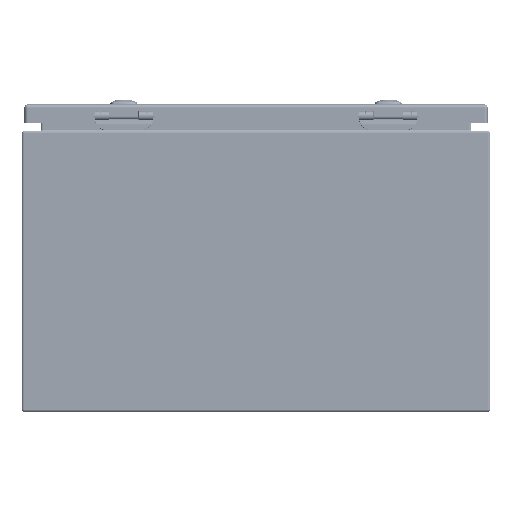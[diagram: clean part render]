
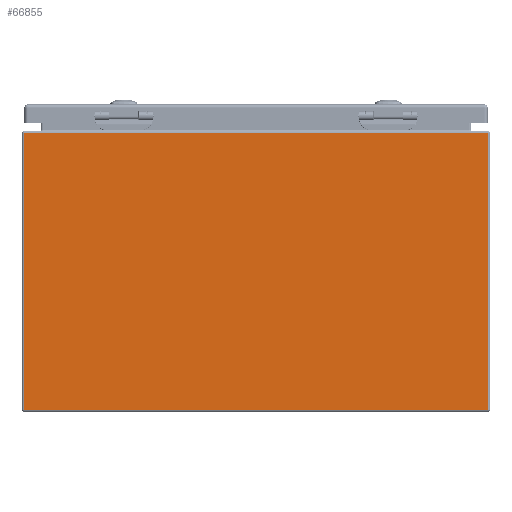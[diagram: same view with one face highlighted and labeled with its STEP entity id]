
A CAD part, left-side view. The second image highlights one B-rep face of the part: STEP entity #66855.
In plain terms, the highlighted planar face has unit normal (-1, 0, 0).
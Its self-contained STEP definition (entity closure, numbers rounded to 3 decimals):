
#6801=LINE('',#93885,#10923);
#6802=LINE('',#93892,#10924);
#6803=LINE('',#93894,#10925);
#6804=LINE('',#93895,#10926);
#10923=VECTOR('',#77830,0.394);
#10924=VECTOR('',#77839,0.394);
#10925=VECTOR('',#77840,0.394);
#10926=VECTOR('',#77841,0.394);
#16112=FACE_OUTER_BOUND('',#20248,.T.);
#20248=EDGE_LOOP('',(#44437,#44438,#44439,#44440));
#27136=VERTEX_POINT('',#93874);
#27139=VERTEX_POINT('',#93881);
#27142=VERTEX_POINT('',#93891);
#27143=VERTEX_POINT('',#93893);
#33794=EDGE_CURVE('',#27136,#27139,#6801,.T.);
#33797=EDGE_CURVE('',#27142,#27136,#6802,.T.);
#33798=EDGE_CURVE('',#27143,#27142,#6803,.T.);
#33799=EDGE_CURVE('',#27143,#27139,#6804,.T.);
#44437=ORIENTED_EDGE('',*,*,#33794,.F.);
#44438=ORIENTED_EDGE('',*,*,#33797,.F.);
#44439=ORIENTED_EDGE('',*,*,#33798,.F.);
#44440=ORIENTED_EDGE('',*,*,#33799,.T.);
#65393=PLANE('',#71848);
#66855=ADVANCED_FACE('',(#16112),#65393,.F.);
#71848=AXIS2_PLACEMENT_3D('',#93890,#77837,#77838);
#77830=DIRECTION('',(0.,0.,-1.));
#77837=DIRECTION('center_axis',(1.,0.,0.));
#77838=DIRECTION('ref_axis',(0.,0.,-1.));
#77839=DIRECTION('',(0.,-1.,0.));
#77840=DIRECTION('',(0.,0.,1.));
#77841=DIRECTION('',(0.,-1.,0.));
#93874=CARTESIAN_POINT('',(-12.,-9.916,11.916));
#93881=CARTESIAN_POINT('',(-12.,-9.916,0.084));
#93885=CARTESIAN_POINT('',(-12.,-9.916,11.916));
#93890=CARTESIAN_POINT('Origin',(-12.,-9.078,11.916));
#93891=CARTESIAN_POINT('',(-12.,9.916,11.916));
#93892=CARTESIAN_POINT('',(-12.,9.078,11.916));
#93893=CARTESIAN_POINT('',(-12.,9.916,0.084));
#93894=CARTESIAN_POINT('',(-12.,9.916,11.916));
#93895=CARTESIAN_POINT('',(-12.,0.,0.084));
